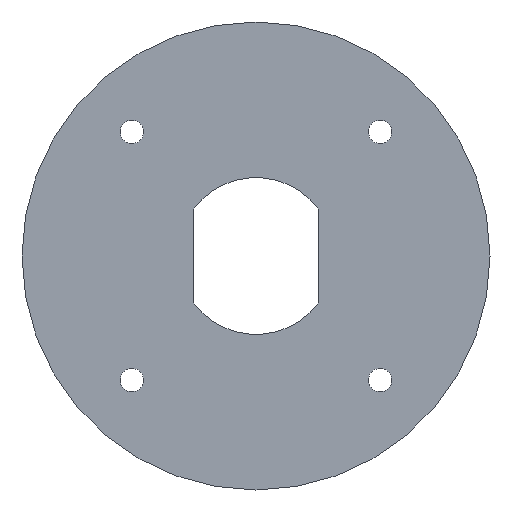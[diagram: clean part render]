
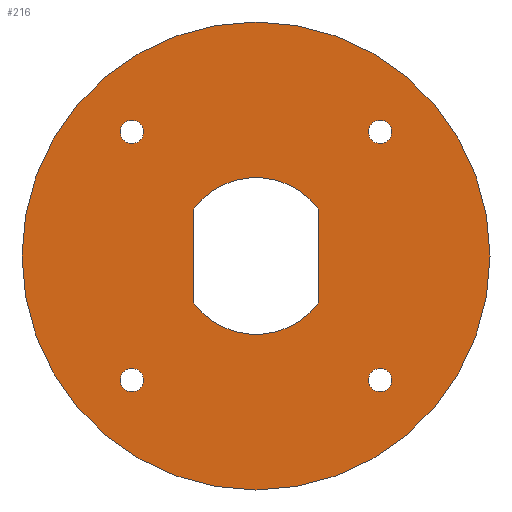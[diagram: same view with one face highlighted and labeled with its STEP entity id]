
A CAD part, front view. The second image highlights one B-rep face of the part: STEP entity #216.
In plain terms, the highlighted planar face has unit normal (0, -1, 0).
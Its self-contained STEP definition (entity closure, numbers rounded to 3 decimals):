
#15=FACE_BOUND('',#50,.T.);
#16=FACE_BOUND('',#51,.T.);
#17=FACE_BOUND('',#52,.T.);
#18=FACE_BOUND('',#53,.T.);
#19=FACE_BOUND('',#54,.T.);
#27=PLANE('',#255);
#38=FACE_OUTER_BOUND('',#49,.T.);
#49=EDGE_LOOP('',(#182));
#50=EDGE_LOOP('',(#183));
#51=EDGE_LOOP('',(#184));
#52=EDGE_LOOP('',(#185));
#53=EDGE_LOOP('',(#186,#187,#188,#189));
#54=EDGE_LOOP('',(#190));
#64=LINE('',#336,#77);
#68=LINE('',#348,#81);
#77=VECTOR('',#270,10.);
#81=VECTOR('',#282,10.);
#87=CIRCLE('',#233,1.5);
#90=CIRCLE('',#238,10.05);
#92=CIRCLE('',#242,10.05);
#93=CIRCLE('',#244,1.5);
#95=CIRCLE('',#247,1.5);
#97=CIRCLE('',#250,1.5);
#99=CIRCLE('',#253,30.);
#101=VERTEX_POINT('',#324);
#105=VERTEX_POINT('',#333);
#106=VERTEX_POINT('',#335);
#108=VERTEX_POINT('',#341);
#110=VERTEX_POINT('',#347);
#111=VERTEX_POINT('',#354);
#113=VERTEX_POINT('',#360);
#115=VERTEX_POINT('',#366);
#117=VERTEX_POINT('',#372);
#119=EDGE_CURVE('',#101,#101,#87,.T.);
#124=EDGE_CURVE('',#106,#105,#64,.T.);
#127=EDGE_CURVE('',#108,#106,#90,.T.);
#130=EDGE_CURVE('',#110,#108,#68,.T.);
#133=EDGE_CURVE('',#105,#110,#92,.T.);
#134=EDGE_CURVE('',#111,#111,#93,.T.);
#137=EDGE_CURVE('',#113,#113,#95,.T.);
#140=EDGE_CURVE('',#115,#115,#97,.T.);
#143=EDGE_CURVE('',#117,#117,#99,.T.);
#182=ORIENTED_EDGE('',*,*,#143,.T.);
#183=ORIENTED_EDGE('',*,*,#140,.T.);
#184=ORIENTED_EDGE('',*,*,#137,.T.);
#185=ORIENTED_EDGE('',*,*,#134,.T.);
#186=ORIENTED_EDGE('',*,*,#133,.T.);
#187=ORIENTED_EDGE('',*,*,#130,.T.);
#188=ORIENTED_EDGE('',*,*,#127,.T.);
#189=ORIENTED_EDGE('',*,*,#124,.T.);
#190=ORIENTED_EDGE('',*,*,#119,.T.);
#216=ADVANCED_FACE('',(#38,#15,#16,#17,#18,#19),#27,.T.);
#233=AXIS2_PLACEMENT_3D('',#325,#261,#262);
#238=AXIS2_PLACEMENT_3D('',#342,#276,#277);
#242=AXIS2_PLACEMENT_3D('',#352,#288,#289);
#244=AXIS2_PLACEMENT_3D('',#355,#292,#293);
#247=AXIS2_PLACEMENT_3D('',#361,#299,#300);
#250=AXIS2_PLACEMENT_3D('',#367,#306,#307);
#253=AXIS2_PLACEMENT_3D('',#373,#313,#314);
#255=AXIS2_PLACEMENT_3D('',#377,#318,#319);
#261=DIRECTION('center_axis',(0.,1.,0.));
#262=DIRECTION('ref_axis',(1.,0.,0.));
#270=DIRECTION('',(0.,0.,1.));
#276=DIRECTION('center_axis',(0.,1.,0.));
#277=DIRECTION('ref_axis',(-0.801,0.,-0.599));
#282=DIRECTION('',(0.,0.,-1.));
#288=DIRECTION('center_axis',(0.,1.,0.));
#289=DIRECTION('ref_axis',(0.801,0.,0.599));
#292=DIRECTION('center_axis',(0.,1.,0.));
#293=DIRECTION('ref_axis',(1.,0.,0.));
#299=DIRECTION('center_axis',(0.,1.,0.));
#300=DIRECTION('ref_axis',(1.,0.,0.));
#306=DIRECTION('center_axis',(0.,1.,0.));
#307=DIRECTION('ref_axis',(1.,0.,0.));
#313=DIRECTION('center_axis',(0.,-1.,0.));
#314=DIRECTION('ref_axis',(1.,0.,0.));
#318=DIRECTION('center_axis',(0.,-1.,0.));
#319=DIRECTION('ref_axis',(1.,0.,0.));
#324=CARTESIAN_POINT('',(7.46,-7.,1.04));
#325=CARTESIAN_POINT('Origin',(8.96,-7.,1.04));
#333=CARTESIAN_POINT('',(-15.,-7.,22.967));
#335=CARTESIAN_POINT('',(-15.,-7.,10.933));
#336=CARTESIAN_POINT('',(-15.,-7.,10.933));
#341=CARTESIAN_POINT('',(1.1,-7.,10.933));
#342=CARTESIAN_POINT('Origin',(-6.95,-7.,16.95));
#347=CARTESIAN_POINT('',(1.1,-7.,22.967));
#348=CARTESIAN_POINT('',(1.1,-7.,22.967));
#352=CARTESIAN_POINT('Origin',(-6.95,-7.,16.95));
#354=CARTESIAN_POINT('',(-24.36,-7.,32.86));
#355=CARTESIAN_POINT('Origin',(-22.86,-7.,32.86));
#360=CARTESIAN_POINT('',(7.46,-7.,32.86));
#361=CARTESIAN_POINT('Origin',(8.96,-7.,32.86));
#366=CARTESIAN_POINT('',(-24.36,-7.,1.04));
#367=CARTESIAN_POINT('Origin',(-22.86,-7.,1.04));
#372=CARTESIAN_POINT('',(-36.95,-7.,16.95));
#373=CARTESIAN_POINT('Origin',(-6.95,-7.,16.95));
#377=CARTESIAN_POINT('Origin',(-6.95,-7.,16.95));
